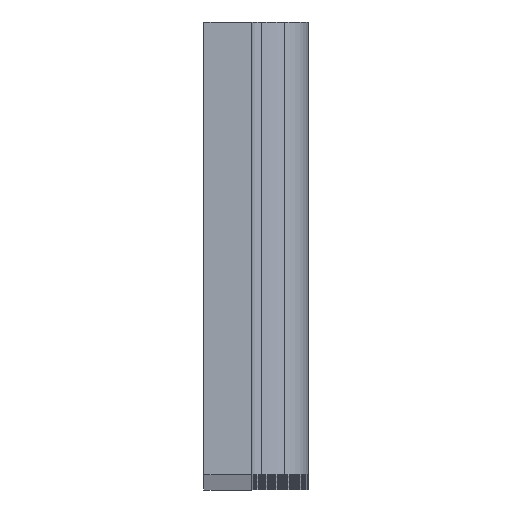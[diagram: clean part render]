
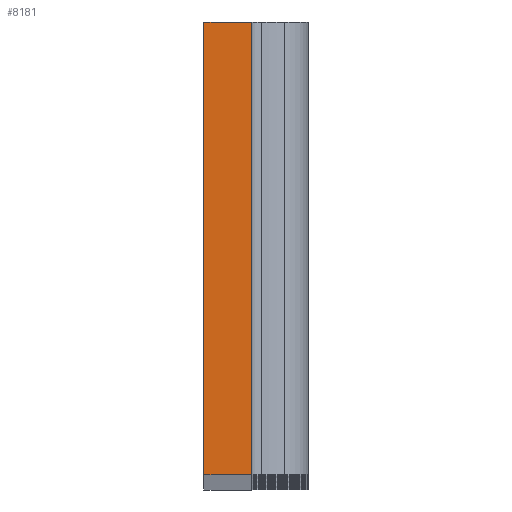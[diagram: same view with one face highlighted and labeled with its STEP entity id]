
A CAD part, top view. The second image highlights one B-rep face of the part: STEP entity #8181.
In plain terms, the highlighted planar face has unit normal (0, 0, 1).
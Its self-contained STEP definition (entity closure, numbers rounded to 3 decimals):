
#1059=FACE_OUTER_BOUND('',#1469,.T.);
#1469=EDGE_LOOP('',(#5439,#5440,#5441,#5442));
#1879=LINE('',#12573,#2523);
#1880=LINE('',#12575,#2524);
#1881=LINE('',#12577,#2525);
#1882=LINE('',#12578,#2526);
#2523=VECTOR('',#9715,10.);
#2524=VECTOR('',#9716,10.);
#2525=VECTOR('',#9717,10.);
#2526=VECTOR('',#9718,10.);
#3167=VERTEX_POINT('',#12571);
#3168=VERTEX_POINT('',#12572);
#3169=VERTEX_POINT('',#12574);
#3170=VERTEX_POINT('',#12576);
#4099=EDGE_CURVE('',#3167,#3168,#1879,.T.);
#4100=EDGE_CURVE('',#3169,#3167,#1880,.T.);
#4101=EDGE_CURVE('',#3169,#3170,#1881,.T.);
#4102=EDGE_CURVE('',#3168,#3170,#1882,.T.);
#5439=ORIENTED_EDGE('',*,*,#4099,.F.);
#5440=ORIENTED_EDGE('',*,*,#4100,.F.);
#5441=ORIENTED_EDGE('',*,*,#4101,.T.);
#5442=ORIENTED_EDGE('',*,*,#4102,.F.);
#8119=PLANE('',#8605);
#8181=ADVANCED_FACE('',(#1059),#8119,.F.);
#8605=AXIS2_PLACEMENT_3D('',#12570,#9713,#9714);
#9713=DIRECTION('center_axis',(0.,0.,-1.));
#9714=DIRECTION('ref_axis',(0.,-1.,0.));
#9715=DIRECTION('',(0.,1.,0.));
#9716=DIRECTION('',(-1.,0.,0.));
#9717=DIRECTION('',(0.,1.,0.));
#9718=DIRECTION('',(1.,0.,0.));
#12570=CARTESIAN_POINT('Origin',(-7.17,23.034,9.14));
#12571=CARTESIAN_POINT('',(-7.8,17.034,9.14));
#12572=CARTESIAN_POINT('',(-7.8,23.034,9.14));
#12573=CARTESIAN_POINT('',(-7.8,20.034,9.14));
#12574=CARTESIAN_POINT('',(-7.17,17.034,9.14));
#12575=CARTESIAN_POINT('',(-7.17,17.034,9.14));
#12576=CARTESIAN_POINT('',(-7.17,23.034,9.14));
#12577=CARTESIAN_POINT('',(-7.17,23.034,9.14));
#12578=CARTESIAN_POINT('',(-7.485,23.034,9.14));
